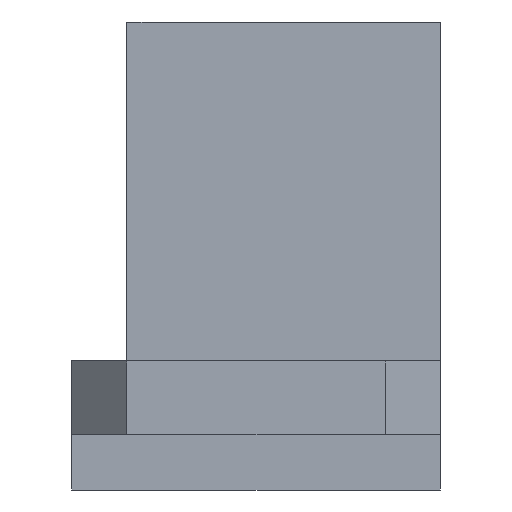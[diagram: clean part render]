
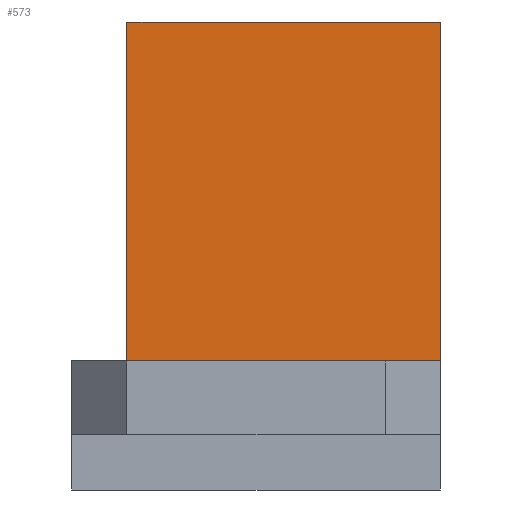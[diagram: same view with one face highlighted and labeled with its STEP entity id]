
A CAD part, left-side view. The second image highlights one B-rep face of the part: STEP entity #573.
In plain terms, the highlighted planar face has unit normal (-1, 0, 0).
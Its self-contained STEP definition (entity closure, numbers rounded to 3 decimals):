
#35=PLANE('',#628);
#61=FACE_OUTER_BOUND('',#96,.T.);
#96=EDGE_LOOP('',(#496,#497,#498,#499));
#114=LINE('',#818,#178);
#129=LINE('',#849,#193);
#133=LINE('',#861,#197);
#146=LINE('',#891,#210);
#178=VECTOR('',#659,10.);
#193=VECTOR('',#678,10.);
#197=VECTOR('',#690,10.);
#210=VECTOR('',#715,10.);
#259=VERTEX_POINT('',#815);
#260=VERTEX_POINT('',#817);
#274=VERTEX_POINT('',#847);
#278=VERTEX_POINT('',#859);
#313=EDGE_CURVE('',#259,#260,#114,.T.);
#329=EDGE_CURVE('',#274,#259,#129,.T.);
#335=EDGE_CURVE('',#274,#278,#133,.T.);
#350=EDGE_CURVE('',#278,#260,#146,.T.);
#496=ORIENTED_EDGE('',*,*,#350,.T.);
#497=ORIENTED_EDGE('',*,*,#313,.F.);
#498=ORIENTED_EDGE('',*,*,#329,.F.);
#499=ORIENTED_EDGE('',*,*,#335,.T.);
#573=ADVANCED_FACE('',(#61),#35,.T.);
#628=AXIS2_PLACEMENT_3D('',#937,#760,#761);
#659=DIRECTION('',(0.,0.,-1.));
#678=DIRECTION('',(0.,-1.,0.));
#690=DIRECTION('',(0.,0.,-1.));
#715=DIRECTION('',(0.,-1.,0.));
#760=DIRECTION('center_axis',(-1.,0.,0.));
#761=DIRECTION('ref_axis',(0.,0.,1.));
#815=CARTESIAN_POINT('',(33.125,24.25,45.392));
#817=CARTESIAN_POINT('',(33.125,24.25,27.));
#818=CARTESIAN_POINT('',(33.125,24.25,39.044));
#847=CARTESIAN_POINT('',(33.125,41.25,45.392));
#849=CARTESIAN_POINT('',(33.125,27.25,45.392));
#859=CARTESIAN_POINT('',(33.125,41.25,27.));
#861=CARTESIAN_POINT('',(33.125,41.25,45.392));
#891=CARTESIAN_POINT('',(33.125,25.75,27.));
#937=CARTESIAN_POINT('Origin',(33.125,27.25,23.));
